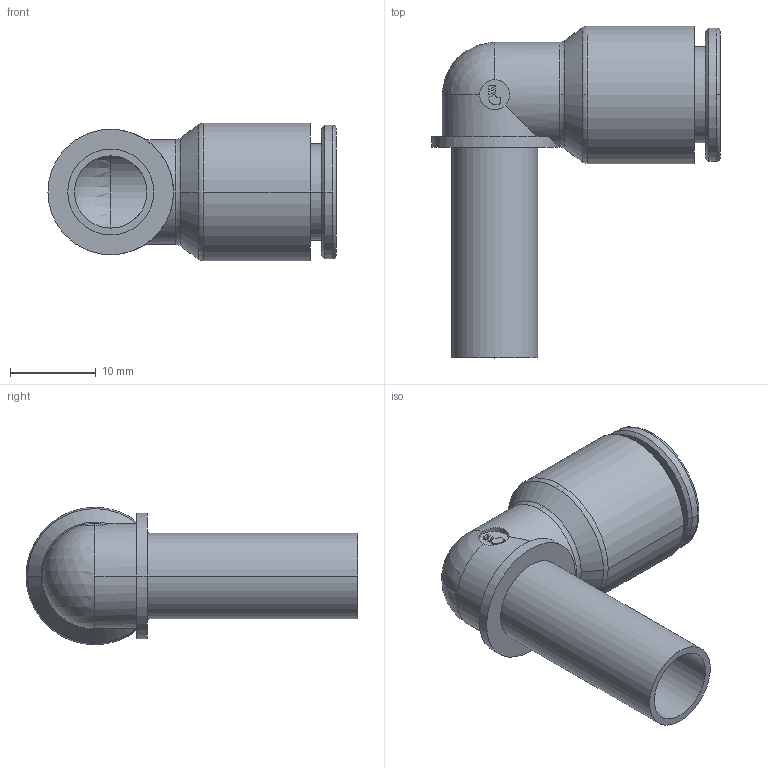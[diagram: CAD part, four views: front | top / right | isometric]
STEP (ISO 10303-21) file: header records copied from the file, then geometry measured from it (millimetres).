
FILE_DESCRIPTION(('STEP AP214'),'1');
FILE_NAME('3182_10_00.stp','2016-07-07T14:53:56',('TraceParts'),('TraceParts S.A.'),'Spatial InterOp 3D',' ',' ');
FILE_SCHEMA(('automotive_design'));
Length unit declared in the file: millimetre
Products named in the file (1): 1
Bounding box: 33.5 x 38.6 x 16 mm (x, y, z)
Volume: 3175.8 mm3; surface area: 4258.3 mm2
Topology: 1 solids, 1 shells, 62 faces, 162 edges, 103 vertices
Faces by surface type: cylinder 26, plane 23, torus 6, cone 4, sphere 3
Entity records: 2166 total; most frequent: CARTESIAN_POINT 585, DIRECTION 355, ORIENTED_EDGE 314, EDGE_CURVE 157, AXIS2_PLACEMENT_3D 143, VERTEX_POINT 103, CIRCLE 78, EDGE_LOOP 70
